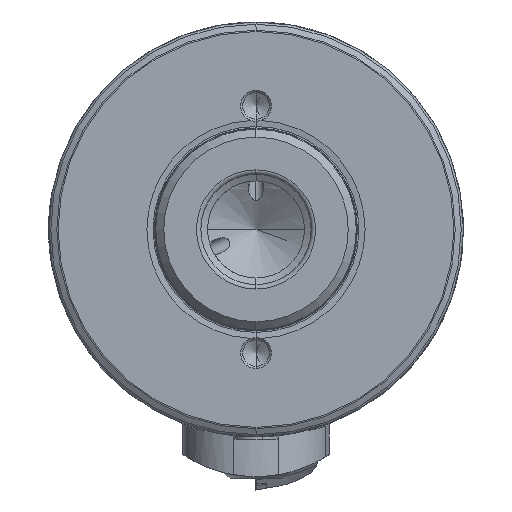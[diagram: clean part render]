
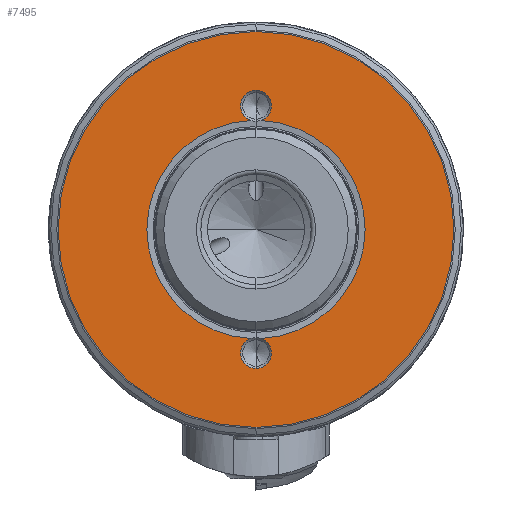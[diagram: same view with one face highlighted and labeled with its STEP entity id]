
A CAD part, left-side view. The second image highlights one B-rep face of the part: STEP entity #7495.
In plain terms, the highlighted planar face has unit normal (-1, 0, 0).
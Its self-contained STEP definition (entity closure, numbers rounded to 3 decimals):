
#188 = CARTESIAN_POINT ( 'NONE',  ( 0., 0., -28. ) ) ;
#226 = PLANE ( 'NONE',  #7795 ) ;
#941 = ORIENTED_EDGE ( 'NONE', *, *, #8438, .F. ) ;
#1187 = VERTEX_POINT ( 'NONE', #9893 ) ;
#1302 = DIRECTION ( 'NONE',  ( 0., 0., 1. ) ) ;
#1759 = CIRCLE ( 'NONE', #6319, 3.5 ) ;
#1814 = VERTEX_POINT ( 'NONE', #10794 ) ;
#2225 = CARTESIAN_POINT ( 'NONE',  ( 0., 0., 0. ) ) ;
#2561 = CARTESIAN_POINT ( 'NONE',  ( 0., 0., 28. ) ) ;
#2700 = AXIS2_PLACEMENT_3D ( 'NONE', #11235, #4691, #12319 ) ;
#2836 = EDGE_LOOP ( 'NONE', ( #8344, #8851 ) ) ;
#3304 = DIRECTION ( 'NONE',  ( 0., 0., 1. ) ) ;
#3412 = CIRCLE ( 'NONE', #3461, 3.5 ) ;
#3461 = AXIS2_PLACEMENT_3D ( 'NONE', #188, #7849, #1302 ) ;
#3493 = DIRECTION ( 'NONE',  ( 0., 0., -1. ) ) ;
#3503 = DIRECTION ( 'NONE',  ( 0., 0., 1. ) ) ;
#3549 = CARTESIAN_POINT ( 'NONE',  ( 0., 0., -24.715 ) ) ;
#3574 = AXIS2_PLACEMENT_3D ( 'NONE', #4623, #11148, #3503 ) ;
#3603 = FACE_BOUND ( 'NONE', #12197, .T. ) ;
#3697 = DIRECTION ( 'NONE',  ( -1., 0., 0. ) ) ;
#3891 = VERTEX_POINT ( 'NONE', #7985 ) ;
#4170 = CARTESIAN_POINT ( 'NONE',  ( 0., 0., -28. ) ) ;
#4396 = CIRCLE ( 'NONE', #12354, 44.839 ) ;
#4602 = DIRECTION ( 'NONE',  ( 1., 0., 0. ) ) ;
#4623 = CARTESIAN_POINT ( 'NONE',  ( 0., 0., 0. ) ) ;
#4643 = CARTESIAN_POINT ( 'NONE',  ( 0., 0., 44.839 ) ) ;
#4691 = DIRECTION ( 'NONE',  ( -1., 0., 0. ) ) ;
#5098 = ORIENTED_EDGE ( 'NONE', *, *, #13526, .F. ) ;
#5318 = EDGE_CURVE ( 'NONE', #10306, #3891, #1759, .T. ) ;
#5692 = DIRECTION ( 'NONE',  ( 1., 0., 0. ) ) ;
#5733 = EDGE_CURVE ( 'NONE', #10335, #1187, #6361, .T. ) ;
#6319 = AXIS2_PLACEMENT_3D ( 'NONE', #4170, #10704, #11818 ) ;
#6361 = CIRCLE ( 'NONE', #3574, 44.839 ) ;
#6443 = EDGE_CURVE ( 'NONE', #1814, #13584, #12490, .T. ) ;
#6680 = AXIS2_PLACEMENT_3D ( 'NONE', #11133, #4602, #12207 ) ;
#7179 = FACE_OUTER_BOUND ( 'NONE', #2836, .T. ) ;
#7495 = ADVANCED_FACE ( 'NONE', ( #3603, #7179 ), #226, .F. ) ;
#7795 = AXIS2_PLACEMENT_3D ( 'NONE', #3549, #5692, #3493 ) ;
#7849 = DIRECTION ( 'NONE',  ( -1., 0., 0. ) ) ;
#7879 = CARTESIAN_POINT ( 'NONE',  ( 0., 1.135, -24.689 ) ) ;
#7977 = CIRCLE ( 'NONE', #6680, 3.5 ) ;
#7985 = CARTESIAN_POINT ( 'NONE',  ( 0., 0., -31.5 ) ) ;
#8078 = CARTESIAN_POINT ( 'NONE',  ( 0., -1.135, 24.689 ) ) ;
#8344 = ORIENTED_EDGE ( 'NONE', *, *, #5733, .T. ) ;
#8438 = EDGE_CURVE ( 'NONE', #3891, #12400, #3412, .T. ) ;
#8717 = CARTESIAN_POINT ( 'NONE',  ( 0., -1.135, -24.689 ) ) ;
#8851 = ORIENTED_EDGE ( 'NONE', *, *, #12060, .T. ) ;
#9554 = ORIENTED_EDGE ( 'NONE', *, *, #6443, .T. ) ;
#9627 = AXIS2_PLACEMENT_3D ( 'NONE', #2561, #10910, #13648 ) ;
#9812 = AXIS2_PLACEMENT_3D ( 'NONE', #2225, #9846, #3304 ) ;
#9832 = ORIENTED_EDGE ( 'NONE', *, *, #10292, .T. ) ;
#9846 = DIRECTION ( 'NONE',  ( -1., 0., 0. ) ) ;
#9893 = CARTESIAN_POINT ( 'NONE',  ( 0., 0., -44.839 ) ) ;
#10242 = CARTESIAN_POINT ( 'NONE',  ( 0., 0., 0. ) ) ;
#10292 = EDGE_CURVE ( 'NONE', #14094, #1814, #7977, .T. ) ;
#10306 = VERTEX_POINT ( 'NONE', #7879 ) ;
#10335 = VERTEX_POINT ( 'NONE', #4643 ) ;
#10704 = DIRECTION ( 'NONE',  ( -1., 0., 0. ) ) ;
#10794 = CARTESIAN_POINT ( 'NONE',  ( 0., 0., 31.5 ) ) ;
#10910 = DIRECTION ( 'NONE',  ( 1., 0., 0. ) ) ;
#10940 = EDGE_CURVE ( 'NONE', #14094, #10306, #11401, .T. ) ;
#11133 = CARTESIAN_POINT ( 'NONE',  ( 0., 0., 28. ) ) ;
#11148 = DIRECTION ( 'NONE',  ( -1., 0., 0. ) ) ;
#11235 = CARTESIAN_POINT ( 'NONE',  ( 0., 0., 0. ) ) ;
#11318 = DIRECTION ( 'NONE',  ( 0., 0., 1. ) ) ;
#11342 = CARTESIAN_POINT ( 'NONE',  ( 0., 1.135, 24.689 ) ) ;
#11401 = CIRCLE ( 'NONE', #9812, 24.715 ) ;
#11818 = DIRECTION ( 'NONE',  ( 0., 0., 1. ) ) ;
#12060 = EDGE_CURVE ( 'NONE', #1187, #10335, #4396, .T. ) ;
#12197 = EDGE_LOOP ( 'NONE', ( #13077, #9832, #9554, #5098, #941, #13756 ) ) ;
#12207 = DIRECTION ( 'NONE',  ( 0., 0., -1. ) ) ;
#12319 = DIRECTION ( 'NONE',  ( 0., 0., 1. ) ) ;
#12354 = AXIS2_PLACEMENT_3D ( 'NONE', #10242, #3697, #11318 ) ;
#12400 = VERTEX_POINT ( 'NONE', #8717 ) ;
#12490 = CIRCLE ( 'NONE', #9627, 3.5 ) ;
#13077 = ORIENTED_EDGE ( 'NONE', *, *, #10940, .F. ) ;
#13526 = EDGE_CURVE ( 'NONE', #12400, #13584, #13928, .T. ) ;
#13584 = VERTEX_POINT ( 'NONE', #8078 ) ;
#13648 = DIRECTION ( 'NONE',  ( 0., 0., -1. ) ) ;
#13756 = ORIENTED_EDGE ( 'NONE', *, *, #5318, .F. ) ;
#13928 = CIRCLE ( 'NONE', #2700, 24.715 ) ;
#14094 = VERTEX_POINT ( 'NONE', #11342 ) ;
